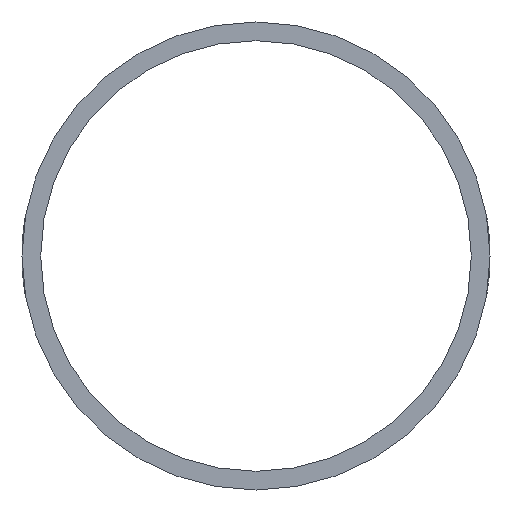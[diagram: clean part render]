
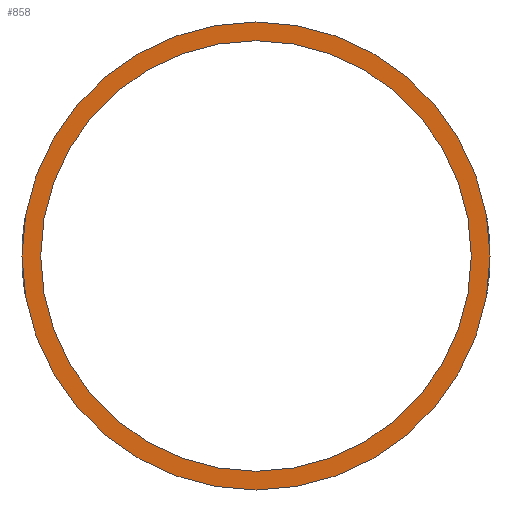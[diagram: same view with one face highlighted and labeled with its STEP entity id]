
A CAD part, front view. The second image highlights one B-rep face of the part: STEP entity #858.
In plain terms, the highlighted planar face has unit normal (0, -1, 0).
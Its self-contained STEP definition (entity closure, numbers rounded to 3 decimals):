
#1=CARTESIAN_POINT('',(0.,0.,0.));
#2=DIRECTION('',(0.,1.,0.));
#3=DIRECTION('',(1.,0.,0.));
#4=AXIS2_PLACEMENT_3D('',#1,#2,#3);
#6=CARTESIAN_POINT('',(0.,0.,0.));
#7=DIRECTION('',(0.,1.,0.));
#8=DIRECTION('',(-1.,0.,0.));
#9=AXIS2_PLACEMENT_3D('',#6,#7,#8);
#11=CARTESIAN_POINT('',(0.,0.,0.));
#12=DIRECTION('',(0.,-1.,0.));
#13=DIRECTION('',(1.,0.,0.));
#14=AXIS2_PLACEMENT_3D('',#11,#12,#13);
#16=CARTESIAN_POINT('',(0.,0.,0.));
#17=DIRECTION('',(0.,-1.,0.));
#18=DIRECTION('',(-1.,0.,0.));
#19=AXIS2_PLACEMENT_3D('',#16,#17,#18);
#793=CARTESIAN_POINT('',(12.5,0.,0.));
#794=CARTESIAN_POINT('',(-12.5,0.,0.));
#795=VERTEX_POINT('',#793);
#796=VERTEX_POINT('',#794);
#797=CARTESIAN_POINT('',(11.5,0.,0.));
#798=CARTESIAN_POINT('',(-11.5,0.,0.));
#799=VERTEX_POINT('',#797);
#800=VERTEX_POINT('',#798);
#841=CARTESIAN_POINT('',(0.,0.,0.));
#842=DIRECTION('',(0.,1.,0.));
#843=DIRECTION('',(1.,0.,0.));
#844=AXIS2_PLACEMENT_3D('',#841,#842,#843);
#845=PLANE('',#844);
#847=ORIENTED_EDGE('',*,*,#846,.T.);
#849=ORIENTED_EDGE('',*,*,#848,.T.);
#850=EDGE_LOOP('',(#847,#849));
#851=FACE_OUTER_BOUND('',#850,.F.);
#853=ORIENTED_EDGE('',*,*,#852,.T.);
#855=ORIENTED_EDGE('',*,*,#854,.T.);
#856=EDGE_LOOP('',(#853,#855));
#857=FACE_BOUND('',#856,.F.);
#858=ADVANCED_FACE('',(#851,#857),#845,.F.);
#5=CIRCLE('',#4,12.5);
#10=CIRCLE('',#9,12.5);
#15=CIRCLE('',#14,11.5);
#20=CIRCLE('',#19,11.5);
#846=EDGE_CURVE('',#795,#796,#5,.T.);
#848=EDGE_CURVE('',#796,#795,#10,.T.);
#852=EDGE_CURVE('',#799,#800,#15,.T.);
#854=EDGE_CURVE('',#800,#799,#20,.T.);
